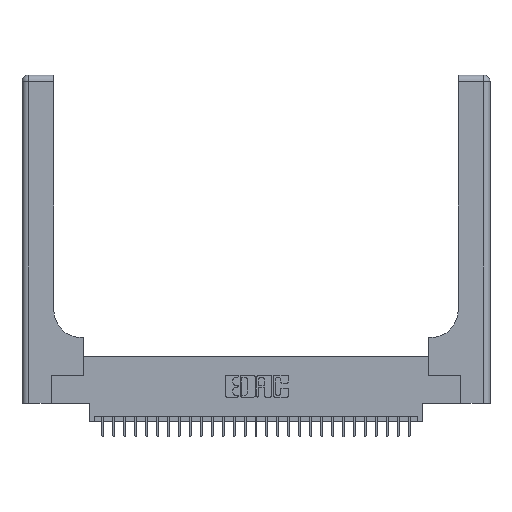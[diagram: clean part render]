
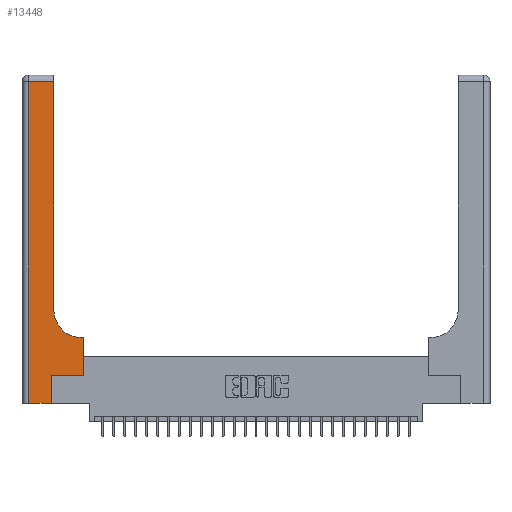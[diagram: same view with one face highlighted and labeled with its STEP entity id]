
A CAD part, top view. The second image highlights one B-rep face of the part: STEP entity #13448.
In plain terms, the highlighted planar face has unit normal (0, 0, 1).
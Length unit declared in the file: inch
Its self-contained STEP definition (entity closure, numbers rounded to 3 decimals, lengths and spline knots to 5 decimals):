
#15 = VECTOR ( 'NONE', #17291, 39.37008 ) ;
#283 = CARTESIAN_POINT ( 'NONE',  ( 0., 2.94, 0.37 ) ) ;
#387 = DIRECTION ( 'NONE',  ( -1., 0., 0. ) ) ;
#2397 = CARTESIAN_POINT ( 'NONE',  ( 0.5585, 0.6, 0.37 ) ) ;
#2575 = ORIENTED_EDGE ( 'NONE', *, *, #8866, .T. ) ;
#2936 = CARTESIAN_POINT ( 'NONE',  ( 0.2915, 2.94, 0.37 ) ) ;
#3166 = CIRCLE ( 'NONE', #28303, 0.25 ) ;
#3220 = LINE ( 'NONE', #24089, #15455 ) ;
#3285 = EDGE_CURVE ( 'NONE', #22350, #26410, #23213, .T. ) ;
#3324 = LINE ( 'NONE', #283, #18200 ) ;
#3563 = VECTOR ( 'NONE', #21108, 39.37008 ) ;
#3719 = DIRECTION ( 'NONE',  ( 1., 0., 0. ) ) ;
#4505 = VECTOR ( 'NONE', #18724, 39.37008 ) ;
#4717 = ORIENTED_EDGE ( 'NONE', *, *, #4934, .T. ) ;
#4767 = CARTESIAN_POINT ( 'NONE',  ( 0.5585, 0.25, 0.37 ) ) ;
#4874 = ORIENTED_EDGE ( 'NONE', *, *, #18750, .T. ) ;
#4908 = FACE_OUTER_BOUND ( 'NONE', #15165, .T. ) ;
#4934 = EDGE_CURVE ( 'NONE', #7913, #12552, #3166, .T. ) ;
#5347 = CARTESIAN_POINT ( 'NONE',  ( 0.269, 0., 0.37 ) ) ;
#5727 = ORIENTED_EDGE ( 'NONE', *, *, #16105, .T. ) ;
#5888 = DIRECTION ( 'NONE',  ( 0., 1., 0. ) ) ;
#6245 = VERTEX_POINT ( 'NONE', #14861 ) ;
#6302 = VECTOR ( 'NONE', #11323, 39.37008 ) ;
#6550 = EDGE_CURVE ( 'NONE', #12552, #13431, #26770, .T. ) ;
#6611 = VECTOR ( 'NONE', #5888, 39.37008 ) ;
#6990 = CARTESIAN_POINT ( 'NONE',  ( 0.2915, 0.85, 0.37 ) ) ;
#7913 = VERTEX_POINT ( 'NONE', #28395 ) ;
#8866 = EDGE_CURVE ( 'NONE', #15587, #26816, #19396, .T. ) ;
#9439 = AXIS2_PLACEMENT_3D ( 'NONE', #21971, #28945, #387 ) ;
#9477 = CARTESIAN_POINT ( 'NONE',  ( 0., 0., 0.37 ) ) ;
#11323 = DIRECTION ( 'NONE',  ( 1., 0., 0. ) ) ;
#11745 = PLANE ( 'NONE',  #9439 ) ;
#11886 = CARTESIAN_POINT ( 'NONE',  ( 0.06, 3., 0.37 ) ) ;
#11918 = EDGE_CURVE ( 'NONE', #26410, #7913, #3220, .T. ) ;
#12035 = DIRECTION ( 'NONE',  ( 0., 1., 0. ) ) ;
#12482 = CARTESIAN_POINT ( 'NONE',  ( 0.269, 0., 0.37 ) ) ;
#12552 = VERTEX_POINT ( 'NONE', #6990 ) ;
#12917 = EDGE_CURVE ( 'NONE', #6245, #15587, #16136, .T. ) ;
#13431 = VERTEX_POINT ( 'NONE', #2936 ) ;
#13448 = ADVANCED_FACE ( 'NONE', ( #4908 ), #11745, .F. ) ;
#13914 = CARTESIAN_POINT ( 'NONE',  ( 0.269, 0.25, 0.37 ) ) ;
#14861 = CARTESIAN_POINT ( 'NONE',  ( 0.06, 0., 0.37 ) ) ;
#15165 = EDGE_LOOP ( 'NONE', ( #21503, #15331, #4874, #28013, #2575, #5727, #20013, #21749, #4717 ) ) ;
#15331 = ORIENTED_EDGE ( 'NONE', *, *, #24782, .T. ) ;
#15455 = VECTOR ( 'NONE', #23626, 39.37008 ) ;
#15587 = VERTEX_POINT ( 'NONE', #5347 ) ;
#16105 = EDGE_CURVE ( 'NONE', #26816, #22350, #18574, .T. ) ;
#16136 = LINE ( 'NONE', #9477, #6302 ) ;
#16212 = VERTEX_POINT ( 'NONE', #19348 ) ;
#17291 = DIRECTION ( 'NONE',  ( 0., 1., 0. ) ) ;
#17470 = CARTESIAN_POINT ( 'NONE',  ( 0.269, 0.25, 0.37 ) ) ;
#18200 = VECTOR ( 'NONE', #28137, 39.37008 ) ;
#18574 = LINE ( 'NONE', #13914, #4505 ) ;
#18724 = DIRECTION ( 'NONE',  ( 1., 0., 0. ) ) ;
#18750 = EDGE_CURVE ( 'NONE', #16212, #6245, #23365, .T. ) ;
#19348 = CARTESIAN_POINT ( 'NONE',  ( 0.06, 2.94, 0.37 ) ) ;
#19396 = LINE ( 'NONE', #12482, #15 ) ;
#20013 = ORIENTED_EDGE ( 'NONE', *, *, #3285, .T. ) ;
#21108 = DIRECTION ( 'NONE',  ( 0., -1., 0. ) ) ;
#21503 = ORIENTED_EDGE ( 'NONE', *, *, #6550, .T. ) ;
#21749 = ORIENTED_EDGE ( 'NONE', *, *, #11918, .T. ) ;
#21971 = CARTESIAN_POINT ( 'NONE',  ( 0., 3., 0.37 ) ) ;
#22350 = VERTEX_POINT ( 'NONE', #26815 ) ;
#23213 = LINE ( 'NONE', #4767, #24836 ) ;
#23365 = LINE ( 'NONE', #11886, #3563 ) ;
#23626 = DIRECTION ( 'NONE',  ( -1., 0., 0. ) ) ;
#24089 = CARTESIAN_POINT ( 'NONE',  ( 0.2915, 0.6, 0.37 ) ) ;
#24135 = CARTESIAN_POINT ( 'NONE',  ( 0.5415, 0.85, 0.37 ) ) ;
#24782 = EDGE_CURVE ( 'NONE', #13431, #16212, #3324, .T. ) ;
#24836 = VECTOR ( 'NONE', #12035, 39.37008 ) ;
#26410 = VERTEX_POINT ( 'NONE', #2397 ) ;
#26480 = CARTESIAN_POINT ( 'NONE',  ( 0.2915, 3., 0.37 ) ) ;
#26553 = DIRECTION ( 'NONE',  ( 0., 0., -1. ) ) ;
#26770 = LINE ( 'NONE', #26480, #6611 ) ;
#26815 = CARTESIAN_POINT ( 'NONE',  ( 0.5585, 0.25, 0.37 ) ) ;
#26816 = VERTEX_POINT ( 'NONE', #17470 ) ;
#28013 = ORIENTED_EDGE ( 'NONE', *, *, #12917, .T. ) ;
#28137 = DIRECTION ( 'NONE',  ( -1., 0., 0. ) ) ;
#28303 = AXIS2_PLACEMENT_3D ( 'NONE', #24135, #26553, #3719 ) ;
#28395 = CARTESIAN_POINT ( 'NONE',  ( 0.5415, 0.6, 0.37 ) ) ;
#28945 = DIRECTION ( 'NONE',  ( 0., 0., -1. ) ) ;
